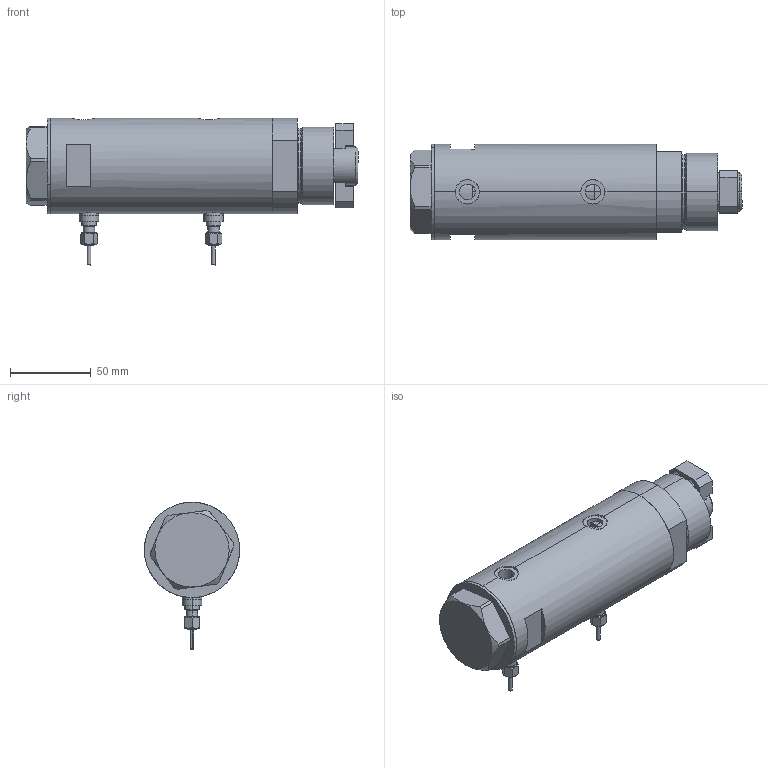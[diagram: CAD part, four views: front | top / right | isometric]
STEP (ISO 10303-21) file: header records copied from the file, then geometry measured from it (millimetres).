
FILE_DESCRIPTION (( 'STEP AP203' ), '1' );
FILE_NAME ('7307.STEP', '2022-04-14T20:50:00', ( '' ), ( '' ), 'SwSTEP 2.0', 'SolidWorks 2019', '' );
FILE_SCHEMA (( 'CONFIG_CONTROL_DESIGN' ));
Length unit declared in the file: millimetre
Products named in the file (7): V270CG_SWITCH acbbd4626a7ebf0fefd4a84a481b1331; V270CG_FRONT acbbd4626a7ebf0fefd4a84a481b1331; V270CG_MIDDLE acbbd4626a7ebf0fefd4a84a481b1331; V270CG_BACK acbbd4626a7ebf0fefd4a84a481b1331; V270CG_RF211D acbbd4626a7ebf0fefd4a84a481b1331; 7307; V270CG_VC acbbd4626a7ebf0fefd4a84a481b1331
Assembly tree (8 placements, depth 2):
  7307
    V270CG_MIDDLE acbbd4626a7ebf0fefd4a84a481b1331
    V270CG_BACK acbbd4626a7ebf0fefd4a84a481b1331
    V270CG_FRONT acbbd4626a7ebf0fefd4a84a481b1331
    V270CG_VC acbbd4626a7ebf0fefd4a84a481b1331
    V270CG_RF211D acbbd4626a7ebf0fefd4a84a481b1331  x2
    V270CG_SWITCH acbbd4626a7ebf0fefd4a84a481b1331  x2
Bounding box: 205.42 x 59 x 91.3 mm (x, y, z)
Volume: 471955.3 mm3; surface area: 103854.9 mm2
Topology: 8 solids, 8 shells, 272 faces, 605 edges, 371 vertices
Faces by surface type: plane 105, cylinder 93, cone 48, torus 24, bspline 2
Entity records: 7203 total; most frequent: CARTESIAN_POINT 1908, DIRECTION 997, ORIENTED_EDGE 894, EDGE_CURVE 447, AXIS2_PLACEMENT_3D 409, VERTEX_POINT 275, EDGE_LOOP 230, CIRCLE 200
